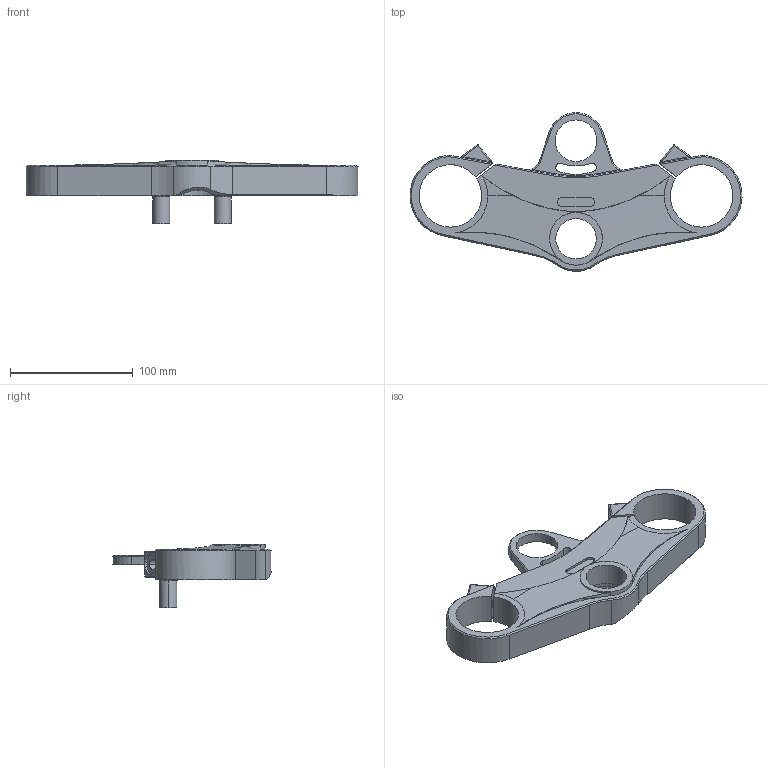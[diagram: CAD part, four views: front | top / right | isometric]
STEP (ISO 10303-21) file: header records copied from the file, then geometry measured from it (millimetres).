
FILE_DESCRIPTION (( 'STEP AP203' ), '1' );
FILE_NAME ('haga.STEP', '2023-05-01T09:04:46', ( '' ), ( '' ), 'SwSTEP 2.0', 'SolidWorks 2012', '' );
FILE_SCHEMA (( 'CONFIG_CONTROL_DESIGN' ));
Length unit declared in the file: millimetre
Products named in the file (1): haga
Bounding box: 270.98 x 129.41 x 52 mm (x, y, z)
Volume: 337825.3 mm3; surface area: 65414.2 mm2
Topology: 1 solids, 1 shells, 200 faces, 522 edges, 313 vertices
Faces by surface type: cylinder 93, plane 48, cone 28, bspline 16, torus 11, sphere 4
Entity records: 6580 total; most frequent: CARTESIAN_POINT 1791, DIRECTION 1015, ORIENTED_EDGE 996, EDGE_CURVE 498, AXIS2_PLACEMENT_3D 405, VERTEX_POINT 309, CIRCLE 220, EDGE_LOOP 219
